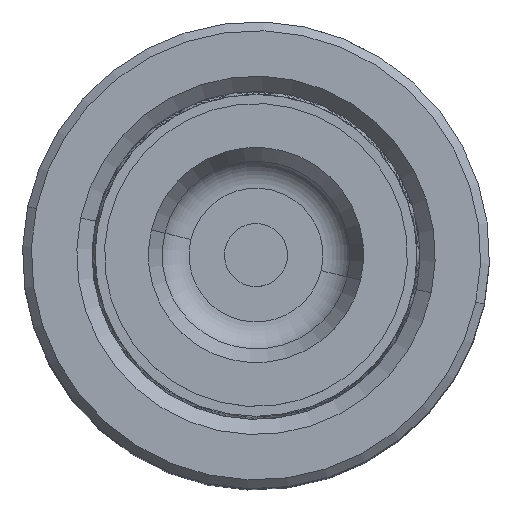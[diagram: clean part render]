
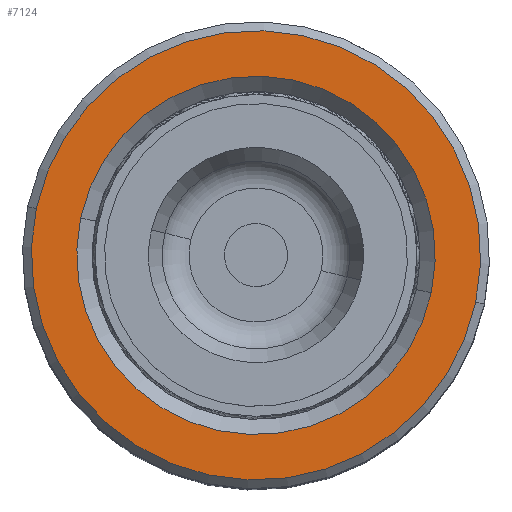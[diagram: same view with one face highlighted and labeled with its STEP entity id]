
A CAD part, top view. The second image highlights one B-rep face of the part: STEP entity #7124.
In plain terms, the highlighted planar face has unit normal (0, 0, 1).
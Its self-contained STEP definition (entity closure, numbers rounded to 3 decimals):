
#45 = DIRECTION ( 'NONE',  ( 0., 0., 1. ) ) ;
#238 = CIRCLE ( 'NONE', #2034, 17.8 ) ;
#1224 = ORIENTED_EDGE ( 'NONE', *, *, #18085, .T. ) ;
#1564 = DIRECTION ( 'NONE',  ( 1., 0., 0. ) ) ;
#2034 = AXIS2_PLACEMENT_3D ( 'NONE', #11776, #28544, #28185 ) ;
#2620 = CARTESIAN_POINT ( 'NONE',  ( 0., 0., 60. ) ) ;
#3342 = DIRECTION ( 'NONE',  ( 0., 0., 1. ) ) ;
#5190 = FACE_BOUND ( 'NONE', #14423, .T. ) ;
#6193 = CARTESIAN_POINT ( 'NONE',  ( 14.2, 0., 60. ) ) ;
#7124 = ADVANCED_FACE ( 'NONE', ( #7335, #5190 ), #26436, .T. ) ;
#7335 = FACE_OUTER_BOUND ( 'NONE', #7952, .T. ) ;
#7952 = EDGE_LOOP ( 'NONE', ( #18673, #28352 ) ) ;
#9373 = EDGE_CURVE ( 'NONE', #16656, #9971, #17499, .T. ) ;
#9627 = CARTESIAN_POINT ( 'NONE',  ( 0., 0., 60. ) ) ;
#9884 = DIRECTION ( 'NONE',  ( 1., 0., 0. ) ) ;
#9971 = VERTEX_POINT ( 'NONE', #14410 ) ;
#10241 = CARTESIAN_POINT ( 'NONE',  ( 17.8, 0., 60. ) ) ;
#11660 = EDGE_CURVE ( 'NONE', #12844, #18159, #29889, .T. ) ;
#11776 = CARTESIAN_POINT ( 'NONE',  ( 0., 0., 60. ) ) ;
#12308 = DIRECTION ( 'NONE',  ( 0., 0., -1. ) ) ;
#12844 = VERTEX_POINT ( 'NONE', #6193 ) ;
#14410 = CARTESIAN_POINT ( 'NONE',  ( -17.8, 0., 60. ) ) ;
#14423 = EDGE_LOOP ( 'NONE', ( #32793, #1224 ) ) ;
#16163 = AXIS2_PLACEMENT_3D ( 'NONE', #2620, #3342, #30565 ) ;
#16656 = VERTEX_POINT ( 'NONE', #10241 ) ;
#17499 = CIRCLE ( 'NONE', #16163, 17.8 ) ;
#18085 = EDGE_CURVE ( 'NONE', #18159, #12844, #20315, .T. ) ;
#18159 = VERTEX_POINT ( 'NONE', #25775 ) ;
#18673 = ORIENTED_EDGE ( 'NONE', *, *, #22807, .T. ) ;
#19050 = DIRECTION ( 'NONE',  ( 1., 0., 0. ) ) ;
#20315 = CIRCLE ( 'NONE', #25147, 14.2 ) ;
#22266 = AXIS2_PLACEMENT_3D ( 'NONE', #23579, #45, #19050 ) ;
#22807 = EDGE_CURVE ( 'NONE', #9971, #16656, #238, .T. ) ;
#23579 = CARTESIAN_POINT ( 'NONE',  ( 0., 0., 60. ) ) ;
#25147 = AXIS2_PLACEMENT_3D ( 'NONE', #26325, #12308, #9884 ) ;
#25775 = CARTESIAN_POINT ( 'NONE',  ( -14.2, 0., 60. ) ) ;
#26325 = CARTESIAN_POINT ( 'NONE',  ( 0., 0., 60. ) ) ;
#26436 = PLANE ( 'NONE',  #22266 ) ;
#27576 = AXIS2_PLACEMENT_3D ( 'NONE', #9627, #34154, #1564 ) ;
#28185 = DIRECTION ( 'NONE',  ( 1., 0., 0. ) ) ;
#28352 = ORIENTED_EDGE ( 'NONE', *, *, #9373, .T. ) ;
#28544 = DIRECTION ( 'NONE',  ( 0., 0., 1. ) ) ;
#29889 = CIRCLE ( 'NONE', #27576, 14.2 ) ;
#30565 = DIRECTION ( 'NONE',  ( 1., 0., 0. ) ) ;
#32793 = ORIENTED_EDGE ( 'NONE', *, *, #11660, .T. ) ;
#34154 = DIRECTION ( 'NONE',  ( 0., 0., -1. ) ) ;
